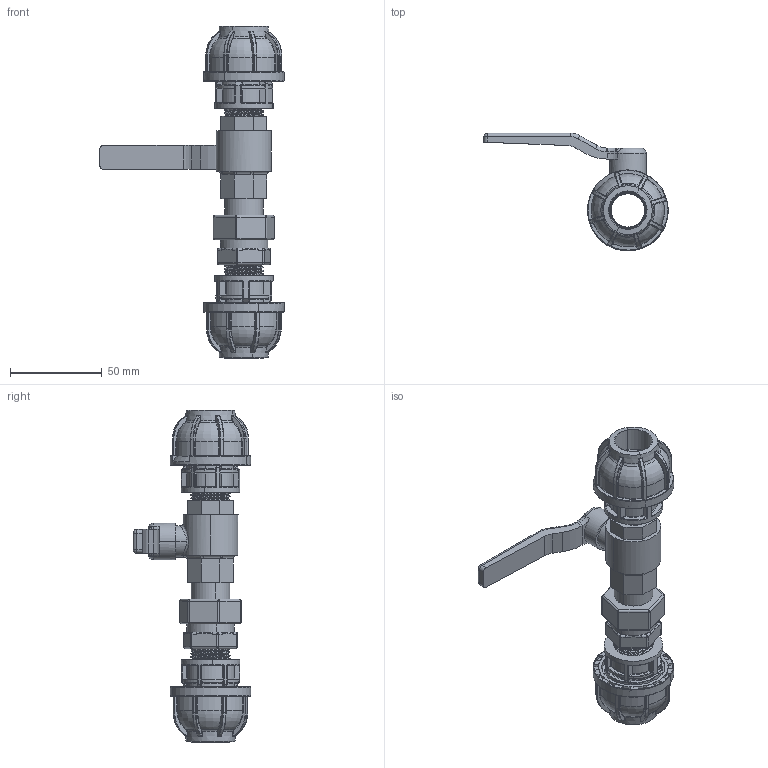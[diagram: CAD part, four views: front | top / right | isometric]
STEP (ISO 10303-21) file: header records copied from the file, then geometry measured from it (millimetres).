
FILE_DESCRIPTION (( 'STEP AP203' ), '1' );
FILE_NAME ('R225.020.012.step', '2013-11-19T09:37:14', ( 'Alusic' ), ( 'Alusic' ), 'SwSTEP 2.0', 'SolidWorks 2011', '' );
FILE_SCHEMA (( 'CONFIG_CONTROL_DESIGN' ));
Length unit declared in the file: millimetre
Products named in the file (1): R225.020.012
Bounding box: 100.56 x 64.18 x 181.07 mm (x, y, z)
Surface area: 41343.4 mm2 (no closed solid volume)
Topology: 0 solids, 13 shells, 1732 faces, 5681 edges, 3640 vertices
Faces by surface type: cylinder 558, torus 411, plane 297, bspline 275, cone 114, sphere 77
Entity records: 91547 total; most frequent: CARTESIAN_POINT 46414, ORIENTED_EDGE 9220, DIRECTION 9156, EDGE_CURVE 5639, AXIS2_PLACEMENT_3D 3967, VERTEX_POINT 3637, CIRCLE 2509, B_SPLINE_CURVE_WITH_KNOTS 1781
